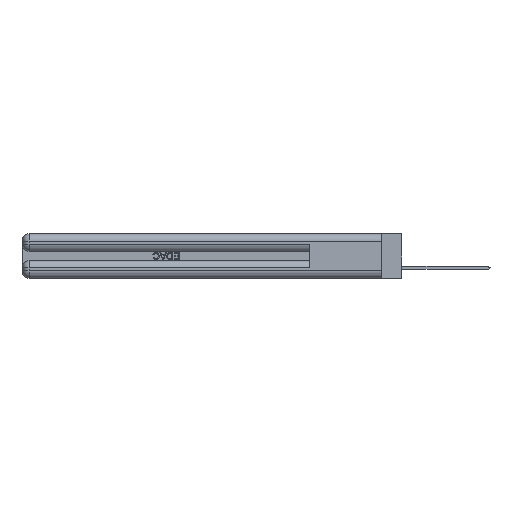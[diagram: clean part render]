
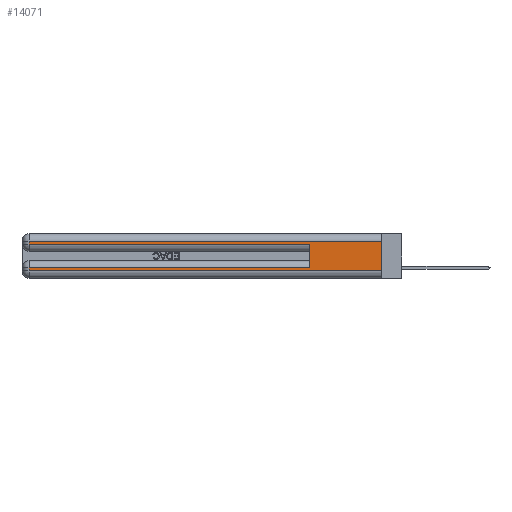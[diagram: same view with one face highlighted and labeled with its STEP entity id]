
A CAD part, left-side view. The second image highlights one B-rep face of the part: STEP entity #14071.
In plain terms, the highlighted planar face has unit normal (-1, 0, 0).
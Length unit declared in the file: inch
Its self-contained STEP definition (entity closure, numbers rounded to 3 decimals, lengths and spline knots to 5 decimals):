
#1018 = ORIENTED_EDGE ( 'NONE', *, *, #10803, .F. ) ;
#1132 = CARTESIAN_POINT ( 'NONE',  ( 0., 0., 0.06 ) ) ;
#1230 = CARTESIAN_POINT ( 'NONE',  ( 0., 2.94, 0.285 ) ) ;
#1449 = VERTEX_POINT ( 'NONE', #12763 ) ;
#1756 = DIRECTION ( 'NONE',  ( 0., 0., -1. ) ) ;
#3757 = VERTEX_POINT ( 'NONE', #16365 ) ;
#5175 = EDGE_LOOP ( 'NONE', ( #41446, #16645, #19816, #47821, #1018, #37083, #32641, #19604 ) ) ;
#5562 = DIRECTION ( 'NONE',  ( 0., 1., 0. ) ) ;
#5610 = VECTOR ( 'NONE', #31856, 39.37008 ) ;
#5616 = VERTEX_POINT ( 'NONE', #1132 ) ;
#7996 = LINE ( 'NONE', #27991, #33119 ) ;
#8727 = CARTESIAN_POINT ( 'NONE',  ( 0., 0., 0.06 ) ) ;
#9794 = CARTESIAN_POINT ( 'NONE',  ( 0., 0., 0.085 ) ) ;
#9843 = CARTESIAN_POINT ( 'NONE',  ( 0., 0., 0.31 ) ) ;
#10433 = CARTESIAN_POINT ( 'NONE',  ( 0., 0.6, 0.145 ) ) ;
#10803 = EDGE_CURVE ( 'NONE', #42215, #3757, #39370, .T. ) ;
#10984 = EDGE_CURVE ( 'NONE', #43582, #5616, #41675, .T. ) ;
#11102 = AXIS2_PLACEMENT_3D ( 'NONE', #14330, #26842, #14147 ) ;
#11444 = LINE ( 'NONE', #33007, #37928 ) ;
#12474 = CARTESIAN_POINT ( 'NONE',  ( 0., 2.94, 0.06 ) ) ;
#12763 = CARTESIAN_POINT ( 'NONE',  ( 0., 2.94, 0.085 ) ) ;
#13648 = DIRECTION ( 'NONE',  ( 0., -1., 0. ) ) ;
#14071 = ADVANCED_FACE ( 'NONE', ( #42908 ), #15162, .F. ) ;
#14147 = DIRECTION ( 'NONE',  ( 0., 0., -1. ) ) ;
#14330 = CARTESIAN_POINT ( 'NONE',  ( 0., 0., 0.37 ) ) ;
#15162 = PLANE ( 'NONE',  #11102 ) ;
#16238 = EDGE_CURVE ( 'NONE', #42215, #1449, #40710, .T. ) ;
#16365 = CARTESIAN_POINT ( 'NONE',  ( 0., 0.6, 0.285 ) ) ;
#16645 = ORIENTED_EDGE ( 'NONE', *, *, #47972, .T. ) ;
#19604 = ORIENTED_EDGE ( 'NONE', *, *, #10984, .T. ) ;
#19652 = DIRECTION ( 'NONE',  ( 0., 0., -1. ) ) ;
#19816 = ORIENTED_EDGE ( 'NONE', *, *, #34076, .T. ) ;
#23684 = EDGE_CURVE ( 'NONE', #27840, #3757, #11444, .T. ) ;
#26842 = DIRECTION ( 'NONE',  ( 1., 0., 0. ) ) ;
#27840 = VERTEX_POINT ( 'NONE', #1230 ) ;
#27958 = VECTOR ( 'NONE', #48105, 39.37008 ) ;
#27991 = CARTESIAN_POINT ( 'NONE',  ( 0., 0., 0.31 ) ) ;
#30774 = CARTESIAN_POINT ( 'NONE',  ( 0., 0., 0.37 ) ) ;
#31327 = CARTESIAN_POINT ( 'NONE',  ( 0., 2.94, 0.37 ) ) ;
#31856 = DIRECTION ( 'NONE',  ( 0., 0., 1. ) ) ;
#32641 = ORIENTED_EDGE ( 'NONE', *, *, #52948, .T. ) ;
#33007 = CARTESIAN_POINT ( 'NONE',  ( 0., 0., 0.285 ) ) ;
#33119 = VECTOR ( 'NONE', #48963, 39.37008 ) ;
#33269 = CARTESIAN_POINT ( 'NONE',  ( 0., 0.6, 0.085 ) ) ;
#34076 = EDGE_CURVE ( 'NONE', #54694, #27840, #37321, .T. ) ;
#37083 = ORIENTED_EDGE ( 'NONE', *, *, #16238, .T. ) ;
#37321 = LINE ( 'NONE', #44022, #27958 ) ;
#37928 = VECTOR ( 'NONE', #47194, 39.37008 ) ;
#38780 = VECTOR ( 'NONE', #1756, 39.37008 ) ;
#39370 = LINE ( 'NONE', #10433, #5610 ) ;
#39386 = VERTEX_POINT ( 'NONE', #9843 ) ;
#40112 = EDGE_CURVE ( 'NONE', #39386, #5616, #54709, .T. ) ;
#40710 = LINE ( 'NONE', #9794, #43311 ) ;
#41446 = ORIENTED_EDGE ( 'NONE', *, *, #40112, .F. ) ;
#41675 = LINE ( 'NONE', #8727, #51531 ) ;
#42215 = VERTEX_POINT ( 'NONE', #33269 ) ;
#42908 = FACE_OUTER_BOUND ( 'NONE', #5175, .T. ) ;
#43311 = VECTOR ( 'NONE', #5562, 39.37008 ) ;
#43582 = VERTEX_POINT ( 'NONE', #12474 ) ;
#44022 = CARTESIAN_POINT ( 'NONE',  ( 0., 2.94, 0.37 ) ) ;
#46959 = CARTESIAN_POINT ( 'NONE',  ( 0., 2.94, 0.31 ) ) ;
#47194 = DIRECTION ( 'NONE',  ( 0., -1., 0. ) ) ;
#47821 = ORIENTED_EDGE ( 'NONE', *, *, #23684, .T. ) ;
#47972 = EDGE_CURVE ( 'NONE', #39386, #54694, #7996, .T. ) ;
#48105 = DIRECTION ( 'NONE',  ( 0., 0., -1. ) ) ;
#48963 = DIRECTION ( 'NONE',  ( 0., 1., 0. ) ) ;
#49504 = LINE ( 'NONE', #31327, #38780 ) ;
#51531 = VECTOR ( 'NONE', #13648, 39.37008 ) ;
#52948 = EDGE_CURVE ( 'NONE', #1449, #43582, #49504, .T. ) ;
#53301 = VECTOR ( 'NONE', #19652, 39.37008 ) ;
#54694 = VERTEX_POINT ( 'NONE', #46959 ) ;
#54709 = LINE ( 'NONE', #30774, #53301 ) ;
